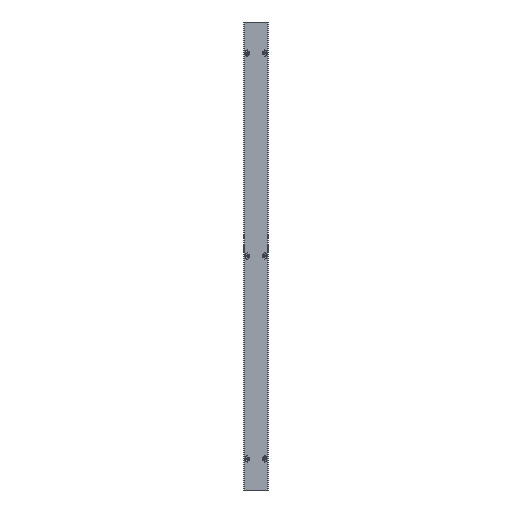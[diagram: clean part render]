
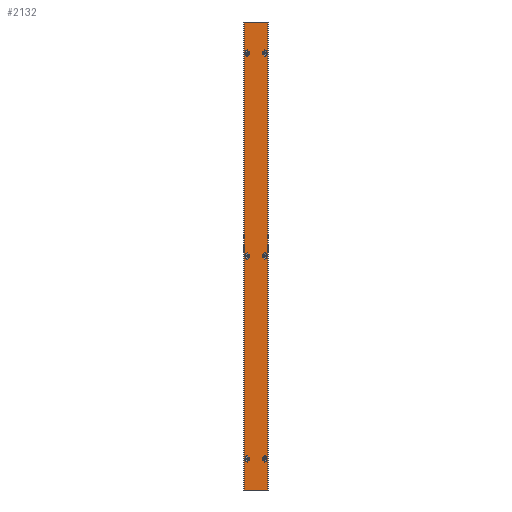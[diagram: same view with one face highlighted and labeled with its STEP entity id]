
A CAD part, front view. The second image highlights one B-rep face of the part: STEP entity #2132.
In plain terms, the highlighted planar face has unit normal (0, -1, 0).
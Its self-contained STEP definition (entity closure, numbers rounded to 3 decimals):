
#15 = CARTESIAN_POINT ( 'NONE',  ( 49., -1., 2800. ) ) ;
#41 = CARTESIAN_POINT ( 'NONE',  ( -77., -1., 3000. ) ) ;
#79 = ORIENTED_EDGE ( 'NONE', *, *, #2699, .T. ) ;
#172 = AXIS2_PLACEMENT_3D ( 'NONE', #5253, #1190, #649 ) ;
#220 = VERTEX_POINT ( 'NONE', #2585 ) ;
#225 = VERTEX_POINT ( 'NONE', #3120 ) ;
#262 = VERTEX_POINT ( 'NONE', #1406 ) ;
#354 = ORIENTED_EDGE ( 'NONE', *, *, #1665, .T. ) ;
#392 = EDGE_CURVE ( 'NONE', #3562, #1726, #1634, .T. ) ;
#420 = DIRECTION ( 'NONE',  ( 0., 1., 0. ) ) ;
#537 = AXIS2_PLACEMENT_3D ( 'NONE', #5837, #703, #6414 ) ;
#649 = DIRECTION ( 'NONE',  ( 1., 0., 0. ) ) ;
#671 = CARTESIAN_POINT ( 'NONE',  ( 49., -1., 200. ) ) ;
#703 = DIRECTION ( 'NONE',  ( 0., 1., 0. ) ) ;
#750 = CIRCLE ( 'NONE', #7363, 8.25 ) ;
#774 = FACE_BOUND ( 'NONE', #1454, .T. ) ;
#795 = EDGE_CURVE ( 'NONE', #6301, #5600, #2724, .T. ) ;
#848 = ORIENTED_EDGE ( 'NONE', *, *, #2743, .T. ) ;
#976 = CARTESIAN_POINT ( 'NONE',  ( -57.25, -1., 200. ) ) ;
#995 = VERTEX_POINT ( 'NONE', #2303 ) ;
#1009 = LINE ( 'NONE', #4983, #4973 ) ;
#1122 = EDGE_CURVE ( 'NONE', #220, #995, #1161, .T. ) ;
#1146 = LINE ( 'NONE', #1820, #3864 ) ;
#1161 = CIRCLE ( 'NONE', #4739, 8.25 ) ;
#1190 = DIRECTION ( 'NONE',  ( 0., 1., 0. ) ) ;
#1267 = CARTESIAN_POINT ( 'NONE',  ( 76., -1., 3000. ) ) ;
#1284 = DIRECTION ( 'NONE',  ( 1., 0., 0. ) ) ;
#1326 = FACE_OUTER_BOUND ( 'NONE', #3209, .T. ) ;
#1406 = CARTESIAN_POINT ( 'NONE',  ( -40.75, -1., 200. ) ) ;
#1421 = CARTESIAN_POINT ( 'NONE',  ( 76., -1., 3000. ) ) ;
#1444 = CARTESIAN_POINT ( 'NONE',  ( -40.75, -1., 1500. ) ) ;
#1454 = EDGE_LOOP ( 'NONE', ( #848, #79 ) ) ;
#1525 = CIRCLE ( 'NONE', #7077, 8.25 ) ;
#1623 = CARTESIAN_POINT ( 'NONE',  ( -76., -1., 0. ) ) ;
#1634 = CIRCLE ( 'NONE', #5417, 8.25 ) ;
#1644 = DIRECTION ( 'NONE',  ( 0., 1., 0. ) ) ;
#1653 = EDGE_CURVE ( 'NONE', #995, #220, #5828, .T. ) ;
#1665 = EDGE_CURVE ( 'NONE', #262, #4353, #5376, .T. ) ;
#1668 = VERTEX_POINT ( 'NONE', #1267 ) ;
#1726 = VERTEX_POINT ( 'NONE', #4645 ) ;
#1787 = DIRECTION ( 'NONE',  ( 1., 0., 0. ) ) ;
#1810 = CARTESIAN_POINT ( 'NONE',  ( -49., -1., 2800. ) ) ;
#1820 = CARTESIAN_POINT ( 'NONE',  ( -76., -1., 3000. ) ) ;
#1834 = DIRECTION ( 'NONE',  ( 0., 1., 0. ) ) ;
#1850 = ORIENTED_EDGE ( 'NONE', *, *, #6654, .F. ) ;
#1854 = DIRECTION ( 'NONE',  ( 0., 1., 0. ) ) ;
#2015 = EDGE_LOOP ( 'NONE', ( #2499, #4428 ) ) ;
#2039 = AXIS2_PLACEMENT_3D ( 'NONE', #15, #1834, #1787 ) ;
#2041 = CARTESIAN_POINT ( 'NONE',  ( 57.25, -1., 200. ) ) ;
#2054 = CARTESIAN_POINT ( 'NONE',  ( 77., -1., 3000. ) ) ;
#2072 = FACE_BOUND ( 'NONE', #3216, .T. ) ;
#2132 = ADVANCED_FACE ( 'NONE', ( #6801, #3582, #1326, #774, #2072, #7427, #6249 ), #3523, .F. ) ;
#2271 = ORIENTED_EDGE ( 'NONE', *, *, #5929, .F. ) ;
#2303 = CARTESIAN_POINT ( 'NONE',  ( 57.25, -1., 2800. ) ) ;
#2324 = EDGE_LOOP ( 'NONE', ( #7304, #4962 ) ) ;
#2333 = CARTESIAN_POINT ( 'NONE',  ( 49., -1., 2800. ) ) ;
#2465 = CARTESIAN_POINT ( 'NONE',  ( 49., -1., 200. ) ) ;
#2476 = DIRECTION ( 'NONE',  ( -1., 0., 0. ) ) ;
#2499 = ORIENTED_EDGE ( 'NONE', *, *, #795, .T. ) ;
#2585 = CARTESIAN_POINT ( 'NONE',  ( 40.75, -1., 2800. ) ) ;
#2699 = EDGE_CURVE ( 'NONE', #3297, #6842, #4462, .T. ) ;
#2724 = CIRCLE ( 'NONE', #5275, 8.25 ) ;
#2743 = EDGE_CURVE ( 'NONE', #6842, #3297, #5897, .T. ) ;
#2763 = EDGE_LOOP ( 'NONE', ( #4795, #4623 ) ) ;
#2844 = DIRECTION ( 'NONE',  ( 1., 0., 0. ) ) ;
#2898 = LINE ( 'NONE', #1421, #3517 ) ;
#2919 = DIRECTION ( 'NONE',  ( 0., 1., 0. ) ) ;
#2978 = CARTESIAN_POINT ( 'NONE',  ( 40.75, -1., 200. ) ) ;
#3009 = ORIENTED_EDGE ( 'NONE', *, *, #4250, .F. ) ;
#3049 = ORIENTED_EDGE ( 'NONE', *, *, #6657, .T. ) ;
#3076 = CARTESIAN_POINT ( 'NONE',  ( 76., -1., 0. ) ) ;
#3111 = ORIENTED_EDGE ( 'NONE', *, *, #1122, .T. ) ;
#3120 = CARTESIAN_POINT ( 'NONE',  ( 40.75, -1., 1500. ) ) ;
#3141 = DIRECTION ( 'NONE',  ( 0., 1., 0. ) ) ;
#3170 = DIRECTION ( 'NONE',  ( 1., 0., 0. ) ) ;
#3209 = EDGE_LOOP ( 'NONE', ( #1850, #3009, #2271, #6331 ) ) ;
#3216 = EDGE_LOOP ( 'NONE', ( #354, #3049 ) ) ;
#3218 = EDGE_CURVE ( 'NONE', #7117, #225, #6232, .T. ) ;
#3231 = VERTEX_POINT ( 'NONE', #1623 ) ;
#3278 = CARTESIAN_POINT ( 'NONE',  ( -49., -1., 1500. ) ) ;
#3297 = VERTEX_POINT ( 'NONE', #2978 ) ;
#3428 = DIRECTION ( 'NONE',  ( 0., 1., 0. ) ) ;
#3504 = EDGE_CURVE ( 'NONE', #5600, #6301, #750, .T. ) ;
#3517 = VECTOR ( 'NONE', #7116, 1000. ) ;
#3523 = PLANE ( 'NONE',  #5666 ) ;
#3536 = DIRECTION ( 'NONE',  ( 0., 1., 0. ) ) ;
#3554 = DIRECTION ( 'NONE',  ( 0., 0., 1. ) ) ;
#3562 = VERTEX_POINT ( 'NONE', #5202 ) ;
#3582 = FACE_BOUND ( 'NONE', #2763, .T. ) ;
#3734 = CIRCLE ( 'NONE', #537, 8.25 ) ;
#3764 = ORIENTED_EDGE ( 'NONE', *, *, #1653, .T. ) ;
#3864 = VECTOR ( 'NONE', #3554, 1000. ) ;
#3934 = CARTESIAN_POINT ( 'NONE',  ( -49., -1., 2800. ) ) ;
#4082 = DIRECTION ( 'NONE',  ( 0., 1., 0. ) ) ;
#4189 = CARTESIAN_POINT ( 'NONE',  ( -57.25, -1., 1500. ) ) ;
#4250 = EDGE_CURVE ( 'NONE', #1668, #4758, #2898, .T. ) ;
#4353 = VERTEX_POINT ( 'NONE', #976 ) ;
#4380 = AXIS2_PLACEMENT_3D ( 'NONE', #671, #6399, #5799 ) ;
#4428 = ORIENTED_EDGE ( 'NONE', *, *, #3504, .T. ) ;
#4462 = CIRCLE ( 'NONE', #4651, 8.25 ) ;
#4530 = EDGE_CURVE ( 'NONE', #1726, #3562, #1525, .T. ) ;
#4617 = DIRECTION ( 'NONE',  ( 0., 1., 0. ) ) ;
#4623 = ORIENTED_EDGE ( 'NONE', *, *, #4530, .T. ) ;
#4645 = CARTESIAN_POINT ( 'NONE',  ( -57.25, -1., 2800. ) ) ;
#4651 = AXIS2_PLACEMENT_3D ( 'NONE', #2465, #3536, #1284 ) ;
#4728 = CARTESIAN_POINT ( 'NONE',  ( 57.25, -1., 1500. ) ) ;
#4739 = AXIS2_PLACEMENT_3D ( 'NONE', #2333, #2919, #7358 ) ;
#4758 = VERTEX_POINT ( 'NONE', #3076 ) ;
#4766 = CIRCLE ( 'NONE', #4894, 8.25 ) ;
#4767 = EDGE_CURVE ( 'NONE', #3231, #6141, #1146, .T. ) ;
#4795 = ORIENTED_EDGE ( 'NONE', *, *, #392, .T. ) ;
#4894 = AXIS2_PLACEMENT_3D ( 'NONE', #7011, #1854, #6461 ) ;
#4962 = ORIENTED_EDGE ( 'NONE', *, *, #7043, .T. ) ;
#4973 = VECTOR ( 'NONE', #5557, 1000. ) ;
#4983 = CARTESIAN_POINT ( 'NONE',  ( 74.5, -1., 0. ) ) ;
#5094 = AXIS2_PLACEMENT_3D ( 'NONE', #5156, #3428, #2844 ) ;
#5156 = CARTESIAN_POINT ( 'NONE',  ( 49., -1., 1500. ) ) ;
#5202 = CARTESIAN_POINT ( 'NONE',  ( -40.75, -1., 2800. ) ) ;
#5253 = CARTESIAN_POINT ( 'NONE',  ( -49., -1., 200. ) ) ;
#5275 = AXIS2_PLACEMENT_3D ( 'NONE', #3278, #420, #7244 ) ;
#5376 = CIRCLE ( 'NONE', #172, 8.25 ) ;
#5417 = AXIS2_PLACEMENT_3D ( 'NONE', #1810, #4617, #5732 ) ;
#5557 = DIRECTION ( 'NONE',  ( -1., 0., 0. ) ) ;
#5600 = VERTEX_POINT ( 'NONE', #4189 ) ;
#5666 = AXIS2_PLACEMENT_3D ( 'NONE', #41, #4082, #2476 ) ;
#5674 = EDGE_LOOP ( 'NONE', ( #3764, #3111 ) ) ;
#5732 = DIRECTION ( 'NONE',  ( 1., 0., 0. ) ) ;
#5799 = DIRECTION ( 'NONE',  ( 1., 0., 0. ) ) ;
#5828 = CIRCLE ( 'NONE', #2039, 8.25 ) ;
#5837 = CARTESIAN_POINT ( 'NONE',  ( 49., -1., 1500. ) ) ;
#5897 = CIRCLE ( 'NONE', #4380, 8.25 ) ;
#5929 = EDGE_CURVE ( 'NONE', #6141, #1668, #7437, .T. ) ;
#5962 = CARTESIAN_POINT ( 'NONE',  ( -49., -1., 1500. ) ) ;
#6141 = VERTEX_POINT ( 'NONE', #7320 ) ;
#6232 = CIRCLE ( 'NONE', #5094, 8.25 ) ;
#6249 = FACE_BOUND ( 'NONE', #2324, .T. ) ;
#6268 = DIRECTION ( 'NONE',  ( 1., 0., 0. ) ) ;
#6301 = VERTEX_POINT ( 'NONE', #1444 ) ;
#6331 = ORIENTED_EDGE ( 'NONE', *, *, #4767, .F. ) ;
#6399 = DIRECTION ( 'NONE',  ( 0., 1., 0. ) ) ;
#6414 = DIRECTION ( 'NONE',  ( 1., 0., 0. ) ) ;
#6461 = DIRECTION ( 'NONE',  ( 1., 0., 0. ) ) ;
#6654 = EDGE_CURVE ( 'NONE', #4758, #3231, #1009, .T. ) ;
#6657 = EDGE_CURVE ( 'NONE', #4353, #262, #4766, .T. ) ;
#6801 = FACE_BOUND ( 'NONE', #5674, .T. ) ;
#6842 = VERTEX_POINT ( 'NONE', #2041 ) ;
#7011 = CARTESIAN_POINT ( 'NONE',  ( -49., -1., 200. ) ) ;
#7043 = EDGE_CURVE ( 'NONE', #225, #7117, #3734, .T. ) ;
#7076 = VECTOR ( 'NONE', #3170, 1000. ) ;
#7077 = AXIS2_PLACEMENT_3D ( 'NONE', #3934, #1644, #6268 ) ;
#7116 = DIRECTION ( 'NONE',  ( 0., 0., -1. ) ) ;
#7117 = VERTEX_POINT ( 'NONE', #4728 ) ;
#7244 = DIRECTION ( 'NONE',  ( 1., 0., 0. ) ) ;
#7291 = DIRECTION ( 'NONE',  ( 1., 0., 0. ) ) ;
#7304 = ORIENTED_EDGE ( 'NONE', *, *, #3218, .T. ) ;
#7320 = CARTESIAN_POINT ( 'NONE',  ( -76., -1., 3000. ) ) ;
#7358 = DIRECTION ( 'NONE',  ( 1., 0., 0. ) ) ;
#7363 = AXIS2_PLACEMENT_3D ( 'NONE', #5962, #3141, #7291 ) ;
#7427 = FACE_BOUND ( 'NONE', #2015, .T. ) ;
#7437 = LINE ( 'NONE', #2054, #7076 ) ;
